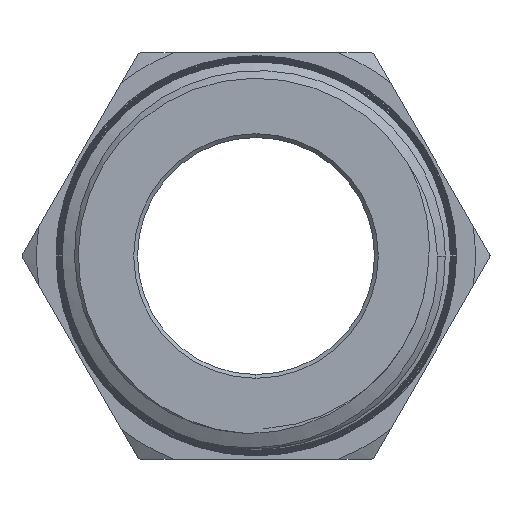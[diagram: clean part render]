
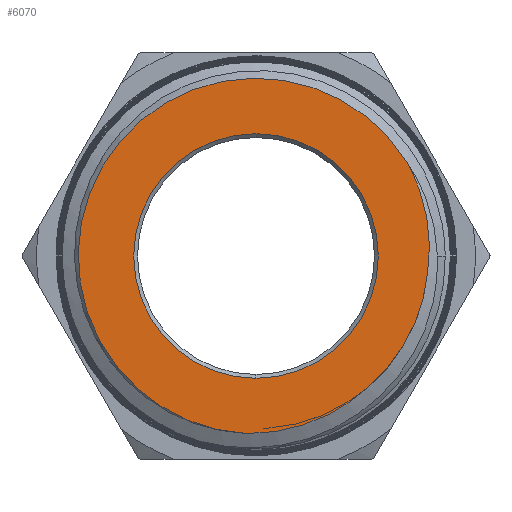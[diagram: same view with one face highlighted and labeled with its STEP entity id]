
A CAD part, left-side view. The second image highlights one B-rep face of the part: STEP entity #6070.
In plain terms, the highlighted planar face has unit normal (-1, 0, 0).
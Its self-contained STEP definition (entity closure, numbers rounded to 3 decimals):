
#1367=CARTESIAN_POINT('',(-23.35,-11.363,-1.169));
#1493=CARTESIAN_POINT('',(-23.35,-9.969,6.267));
#1511=CARTESIAN_POINT('',(-23.35,0.,0.));
#1512=DIRECTION('',(-1.,0.,0.));
#1513=DIRECTION('',(0.,-0.847,0.532));
#1514=AXIS2_PLACEMENT_3D('',#1511,#1512,#1513);
#1553=CARTESIAN_POINT('',(-23.35,-11.363,-1.169));
#1554=CARTESIAN_POINT('',(-23.35,-11.439,-0.663));
#1555=CARTESIAN_POINT('',(-23.35,-11.522,0.351));
#1556=CARTESIAN_POINT('',(-23.35,-11.444,1.883));
#1557=CARTESIAN_POINT('',(-23.35,-11.16,3.408));
#1558=CARTESIAN_POINT('',(-23.35,-10.675,4.882));
#1559=CARTESIAN_POINT('',(-23.35,-10.226,5.813));
#1560=CARTESIAN_POINT('',(-23.35,-9.969,6.267));
#1562=CARTESIAN_POINT('',(-23.35,-7.25,-8.827));
#1563=CARTESIAN_POINT('',(-23.35,-7.626,-8.518));
#1564=CARTESIAN_POINT('',(-23.35,-8.329,-7.861));
#1565=CARTESIAN_POINT('',(-23.35,-9.241,-6.764));
#1566=CARTESIAN_POINT('',(-23.35,-10.005,-5.573));
#1567=CARTESIAN_POINT('',(-23.35,-10.633,-4.26));
#1568=CARTESIAN_POINT('',(-23.35,-11.112,-2.799));
#1569=CARTESIAN_POINT('',(-23.35,-11.305,-1.729));
#1570=CARTESIAN_POINT('',(-23.35,-11.363,-1.169));
#1572=CARTESIAN_POINT('',(-23.35,0.61,-11.759));
#1573=CARTESIAN_POINT('',(-23.35,0.027,-11.766));
#1574=CARTESIAN_POINT('',(-23.35,-1.123,-11.693));
#1575=CARTESIAN_POINT('',(-23.35,-2.814,-11.333));
#1576=CARTESIAN_POINT('',(-23.35,-4.429,-10.728));
#1577=CARTESIAN_POINT('',(-23.35,-5.927,-9.896));
#1578=CARTESIAN_POINT('',(-23.35,-6.824,-9.207));
#1579=CARTESIAN_POINT('',(-23.35,-7.25,-8.827));
#1581=CARTESIAN_POINT('',(-23.35,0.,0.));
#1582=DIRECTION('',(1.,0.,0.));
#1583=DIRECTION('',(0.,0.,-1.));
#1584=AXIS2_PLACEMENT_3D('',#1581,#1582,#1583);
#1586=CARTESIAN_POINT('',(-23.35,0.,0.));
#1587=DIRECTION('',(1.,0.,0.));
#1588=DIRECTION('',(0.,0.,1.));
#1589=AXIS2_PLACEMENT_3D('',#1586,#1587,#1588);
#1591=CARTESIAN_POINT('',(-23.35,-7.25,-8.827));
#4512=VERTEX_POINT('',#1591);
#4513=VERTEX_POINT('',#1367);
#4560=CARTESIAN_POINT('',(-23.35,0.,-8.1));
#4561=CARTESIAN_POINT('',(-23.35,0.,8.1));
#4562=VERTEX_POINT('',#4560);
#4563=VERTEX_POINT('',#4561);
#4568=VERTEX_POINT('',#1493);
#4579=VERTEX_POINT('',#1572);
#6052=CARTESIAN_POINT('',(-23.35,0.,0.));
#6053=DIRECTION('',(-1.,0.,0.));
#6054=DIRECTION('',(0.,1.,0.));
#6055=AXIS2_PLACEMENT_3D('',#6052,#6053,#6054);
#6056=PLANE('',#6055);
#6057=ORIENTED_EDGE('',*,*,#6044,.F.);
#6058=ORIENTED_EDGE('',*,*,#5859,.F.);
#6060=ORIENTED_EDGE('',*,*,#6059,.F.);
#6061=ORIENTED_EDGE('',*,*,#6023,.F.);
#6062=EDGE_LOOP('',(#6057,#6058,#6060,#6061));
#6063=FACE_OUTER_BOUND('',#6062,.F.);
#6065=ORIENTED_EDGE('',*,*,#6064,.F.);
#6067=ORIENTED_EDGE('',*,*,#6066,.F.);
#6068=EDGE_LOOP('',(#6065,#6067));
#6069=FACE_BOUND('',#6068,.F.);
#1515=CIRCLE('',#1514,11.775);
#1561=B_SPLINE_CURVE_WITH_KNOTS('',3,(#1553,#1554,#1555,#1556,#1557,#1558,#1559,
#1560),.UNSPECIFIED.,.F.,.F.,(4,1,1,1,1,4),(0.,0.2,0.4,0.6,0.8,1.),
.UNSPECIFIED.);
#1571=B_SPLINE_CURVE_WITH_KNOTS('',3,(#1562,#1563,#1564,#1565,#1566,#1567,#1568,
#1569,#1570),.UNSPECIFIED.,.F.,.F.,(4,1,1,1,1,1,4),(0.,0.167,
0.333,0.5,0.667,0.833,1.),
.UNSPECIFIED.);
#1580=B_SPLINE_CURVE_WITH_KNOTS('',3,(#1572,#1573,#1574,#1575,#1576,#1577,#1578,
#1579),.UNSPECIFIED.,.F.,.F.,(4,1,1,1,1,4),(0.,0.2,0.4,0.6,0.8,1.),
.UNSPECIFIED.);
#1585=CIRCLE('',#1584,8.1);
#1590=CIRCLE('',#1589,8.1);
#5859=EDGE_CURVE('',#4513,#4568,#1561,.T.);
#6023=EDGE_CURVE('',#4579,#4512,#1580,.T.);
#6044=EDGE_CURVE('',#4568,#4579,#1515,.T.);
#6059=EDGE_CURVE('',#4512,#4513,#1571,.T.);
#6064=EDGE_CURVE('',#4562,#4563,#1585,.T.);
#6066=EDGE_CURVE('',#4563,#4562,#1590,.T.);
#6070=ADVANCED_FACE('',(#6063,#6069),#6056,.T.);
